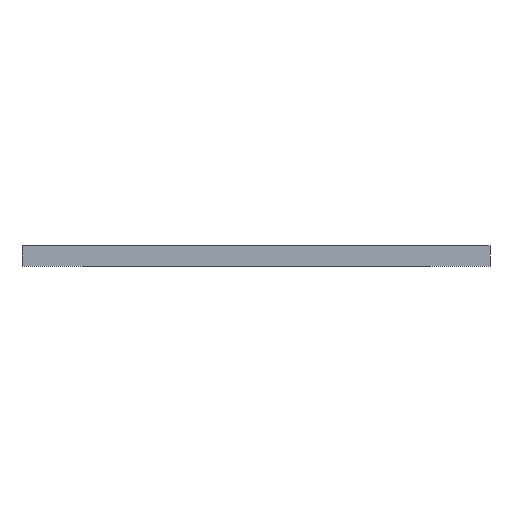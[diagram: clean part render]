
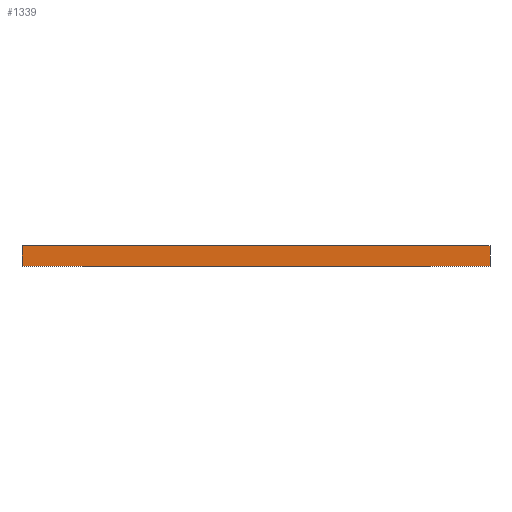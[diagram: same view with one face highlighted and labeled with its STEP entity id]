
A CAD part, front view. The second image highlights one B-rep face of the part: STEP entity #1339.
In plain terms, the highlighted planar face has unit normal (0, -1, 0).
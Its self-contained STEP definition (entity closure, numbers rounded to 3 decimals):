
#82 = VERTEX_POINT ( 'NONE', #6904 ) ;
#450 = PLANE ( 'NONE',  #1467 ) ;
#1034 = VECTOR ( 'NONE', #6345, 1000. ) ;
#1184 = EDGE_CURVE ( 'NONE', #3140, #82, #2665, .T. ) ;
#1339 = ADVANCED_FACE ( 'NONE', ( #4323 ), #450, .F. ) ;
#1467 = AXIS2_PLACEMENT_3D ( 'NONE', #5948, #2640, #3206 ) ;
#1991 = LINE ( 'NONE', #4733, #4886 ) ;
#2447 = CARTESIAN_POINT ( 'NONE',  ( -15., -22.5, 0.65 ) ) ;
#2467 = LINE ( 'NONE', #6793, #1034 ) ;
#2640 = DIRECTION ( 'NONE',  ( 0., 1., 0. ) ) ;
#2665 = LINE ( 'NONE', #4792, #5252 ) ;
#2677 = CARTESIAN_POINT ( 'NONE',  ( 15., -22.5, 0.65 ) ) ;
#2875 = EDGE_CURVE ( 'NONE', #6180, #3140, #4332, .T. ) ;
#3140 = VERTEX_POINT ( 'NONE', #3389 ) ;
#3206 = DIRECTION ( 'NONE',  ( -1., 0., 0. ) ) ;
#3389 = CARTESIAN_POINT ( 'NONE',  ( -15., -22.5, -0.65 ) ) ;
#3427 = CARTESIAN_POINT ( 'NONE',  ( -15., -22.5, 0.65 ) ) ;
#3809 = ORIENTED_EDGE ( 'NONE', *, *, #2875, .T. ) ;
#3850 = EDGE_LOOP ( 'NONE', ( #4364, #3986, #4422, #3809 ) ) ;
#3986 = ORIENTED_EDGE ( 'NONE', *, *, #4049, .F. ) ;
#4049 = EDGE_CURVE ( 'NONE', #4462, #82, #1991, .T. ) ;
#4323 = FACE_OUTER_BOUND ( 'NONE', #3850, .T. ) ;
#4332 = LINE ( 'NONE', #3427, #5779 ) ;
#4346 = DIRECTION ( 'NONE',  ( 1., 0., 0. ) ) ;
#4364 = ORIENTED_EDGE ( 'NONE', *, *, #1184, .T. ) ;
#4422 = ORIENTED_EDGE ( 'NONE', *, *, #6080, .F. ) ;
#4462 = VERTEX_POINT ( 'NONE', #2677 ) ;
#4733 = CARTESIAN_POINT ( 'NONE',  ( 15., -22.5, 0.65 ) ) ;
#4792 = CARTESIAN_POINT ( 'NONE',  ( 15., -22.5, -0.65 ) ) ;
#4886 = VECTOR ( 'NONE', #5846, 1000. ) ;
#5252 = VECTOR ( 'NONE', #4346, 1000. ) ;
#5779 = VECTOR ( 'NONE', #6070, 1000. ) ;
#5846 = DIRECTION ( 'NONE',  ( 0., 0., -1. ) ) ;
#5948 = CARTESIAN_POINT ( 'NONE',  ( 15., -22.5, 0.65 ) ) ;
#6070 = DIRECTION ( 'NONE',  ( 0., 0., -1. ) ) ;
#6080 = EDGE_CURVE ( 'NONE', #6180, #4462, #2467, .T. ) ;
#6180 = VERTEX_POINT ( 'NONE', #2447 ) ;
#6345 = DIRECTION ( 'NONE',  ( 1., 0., 0. ) ) ;
#6793 = CARTESIAN_POINT ( 'NONE',  ( 15., -22.5, 0.65 ) ) ;
#6904 = CARTESIAN_POINT ( 'NONE',  ( 15., -22.5, -0.65 ) ) ;
